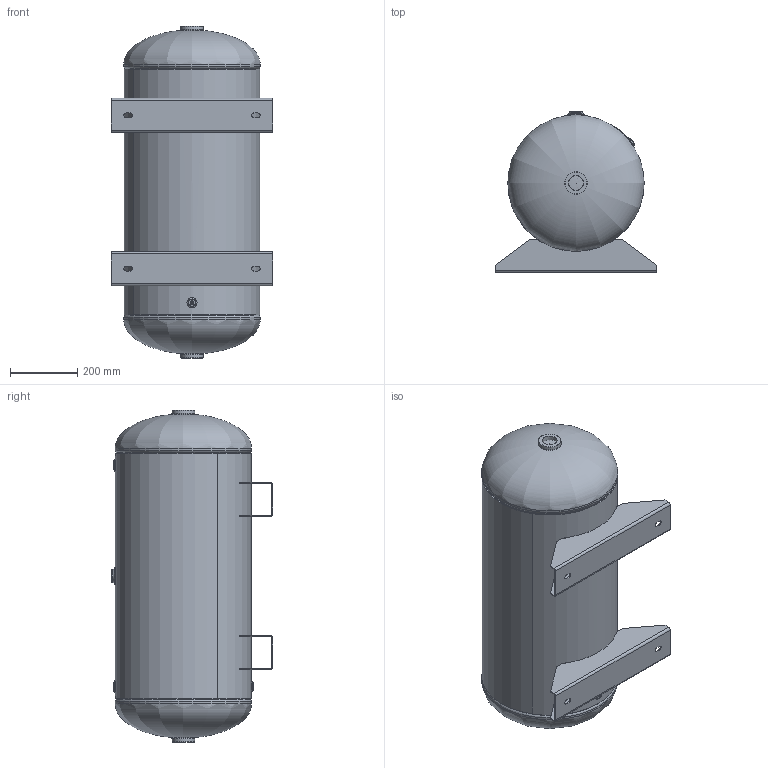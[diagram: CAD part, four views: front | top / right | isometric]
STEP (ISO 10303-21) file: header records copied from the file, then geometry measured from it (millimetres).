
FILE_DESCRIPTION(/* description */ ('FIRST LINE DESCRIPTION'),/* implementation_level */ '2;1');
FILE_NAME(/* name */ 'PDF''A10027-300.stp',/* time_stamp */ '2019-10-25T13:17:35-04:00',/* author */ ('matt.gilbert'),/* organization */ ('STEEL FAB IF WE MAKE IT, VENDOR IF WE DON''T'),/* preprocessor_version */ 'ST-DEVELOPER v16.5',/* originating_system */ 'Autodesk Inventor 2017',/* authorisation */ 'CHECKERS BOSS');
FILE_SCHEMA (('AUTOMOTIVE_DESIGN { 1 0 10303 214 3 1 1 }'));
Length unit declared in the file: inch
Products named in the file (9): A10027-300; A10027-300SL; 910-259; F100750; F101500; F100500; F100250; A10027-300NP; S100111
Assembly tree (13 placements, depth 2):
  A10027-300
    A10027-300SL
    910-259  x2
    F100750
    F100500  x2
    F101500  x2
    F100250  x2
    A10027-300NP
    S100111  x2
Bounding box: 482.6 x 481.91 x 990.41 mm (x, y, z)
Volume: 6568799.3 mm3; surface area: 3236252.8 mm2
Topology: 19 solids, 19 shells, 410 faces, 1057 edges, 692 vertices
Faces by surface type: plane 225, cylinder 101, torus 36, bspline 36, cone 12
Full cylindrical faces by diameter (mm): 6.35 x2, 9.525 x4, 11.455 x2, 12.7 x3, 18.644 x2, 26.987 x2, 36.909 x1, 43.256 x2, 52.387 x1, 55.562 x2, 387.299 x2, 396.24 x2, 396.684 x1, 397.459 x2, 405.015 x1, 406.4 x2
Entity records: 10959 total; most frequent: CARTESIAN_POINT 3311, ORIENTED_EDGE 1492, DIRECTION 1480, EDGE_CURVE 746, AXIS2_PLACEMENT_3D 532, VERTEX_POINT 521, LINE 416, VECTOR 416
